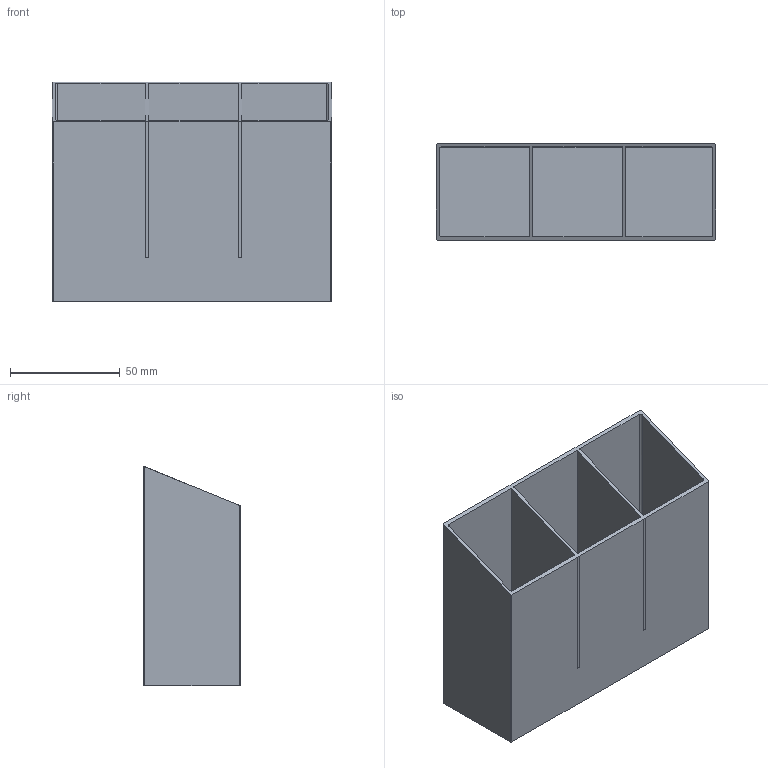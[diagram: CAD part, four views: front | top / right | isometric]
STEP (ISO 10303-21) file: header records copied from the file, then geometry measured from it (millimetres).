
FILE_DESCRIPTION(('FreeCAD Model'),'2;1');
FILE_NAME('Open CASCADE Shape Model','2024-09-29T18:59:51',(''),(''), 'Open CASCADE STEP processor 7.7','FreeCAD','Unknown');
FILE_SCHEMA(('AUTOMOTIVE_DESIGN { 1 0 10303 214 1 1 1 1 }'));
Length unit declared in the file: millimetre
Products named in the file (1): Body-2
Bounding box: 127.5 x 44 x 100 mm (x, y, z)
Volume: 60759.4 mm3; surface area: 81161.8 mm2
Topology: 1 solids, 1 shells, 33 faces, 104 edges, 72 vertices
Faces by surface type: plane 29, cylinder 4
Entity records: 1180 total; most frequent: CARTESIAN_POINT 210, ORIENTED_EDGE 208, DIRECTION 180, EDGE_CURVE 104, LINE 96, VECTOR 96, VERTEX_POINT 72, AXIS2_PLACEMENT_3D 42
